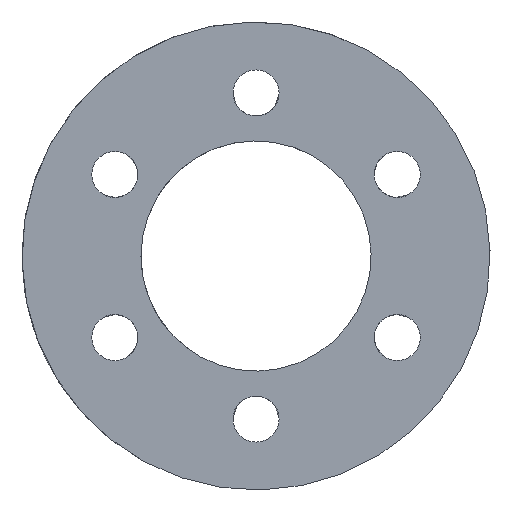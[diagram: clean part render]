
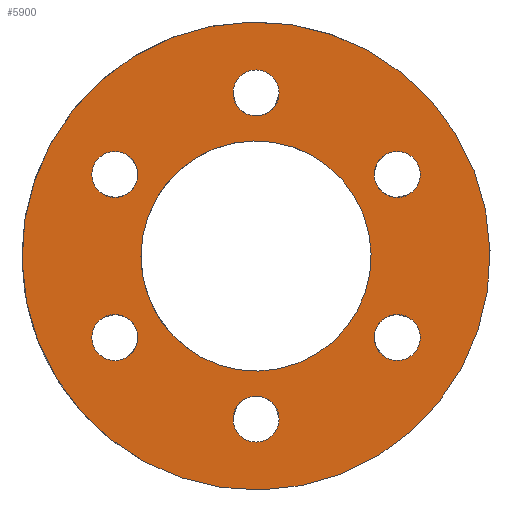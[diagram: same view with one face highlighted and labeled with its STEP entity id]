
A CAD part, front view. The second image highlights one B-rep face of the part: STEP entity #5900.
In plain terms, the highlighted planar face has unit normal (0, -1, 0).
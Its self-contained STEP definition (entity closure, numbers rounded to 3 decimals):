
#4170=CARTESIAN_POINT('',(14.622,-21.,26.766));
#4180=VERTEX_POINT('',#4170);
#4210=CARTESIAN_POINT('',(0.,-21.,0.));
#4220=DIRECTION('',(0.,-1.,0.));
#4230=DIRECTION('',(0.479,0.,0.878));
#4240=AXIS2_PLACEMENT_3D('',#4210,#4220,#4230);
#4250=CIRCLE('',#4240,30.5);
#4260=CARTESIAN_POINT('',(-14.622,-21.,-26.766));
#4270=VERTEX_POINT('',#4260);
#4280=EDGE_CURVE('',#4180,#4270,#4250,.T.);
#4450=CARTESIAN_POINT('',(-18.403,-21.,10.625));
#4460=DIRECTION('',(-0.,1.,0.));
#4470=DIRECTION('',(0.5,0.,0.866));
#4480=AXIS2_PLACEMENT_3D('',#4450,#4460,#4470);
#4490=CIRCLE('',#4480,3.);
#4500=CARTESIAN_POINT('',(-21.403,-21.,10.625));
#4510=VERTEX_POINT('',#4500);
#4520=CARTESIAN_POINT('',(-16.903,-21.,13.223));
#4530=VERTEX_POINT('',#4520);
#4540=EDGE_CURVE('',#4510,#4530,#4490,.T.);
#4670=CARTESIAN_POINT('',(-19.903,-21.,8.027));
#4680=VERTEX_POINT('',#4670);
#4710=EDGE_CURVE('',#4680,#4510,#4490,.T.);
#4760=CARTESIAN_POINT('',(0.,-21.,15.));
#4770=DIRECTION('',(0.,1.,0.));
#4780=DIRECTION('',(1.,0.,0.));
#4790=AXIS2_PLACEMENT_3D('',#4760,#4770,#4780);
#4800=PLANE('',#4790);
#4810=ORIENTED_EDGE('',*,*,#4280,.T.);
#4820=EDGE_CURVE('',#4270,#4180,#4250,.T.);
#4830=ORIENTED_EDGE('',*,*,#4820,.T.);
#4840=EDGE_LOOP('',(#4830,#4810));
#4850=FACE_OUTER_BOUND('',#4840,.T.);
#4860=CARTESIAN_POINT('',(0.,-21.,0.));
#4870=DIRECTION('',(0.,1.,0.));
#4880=DIRECTION('',(-0.479,0.,-0.878));
#4890=AXIS2_PLACEMENT_3D('',#4860,#4870,#4880);
#4900=CIRCLE('',#4890,15.);
#4910=CARTESIAN_POINT('',(7.191,-21.,13.164));
#4920=VERTEX_POINT('',#4910);
#4930=CARTESIAN_POINT('',(-7.191,-21.,-13.164));
#4940=VERTEX_POINT('',#4930);
#4950=EDGE_CURVE('',#4920,#4940,#4900,.T.);
#4960=ORIENTED_EDGE('',*,*,#4950,.T.);
#4970=CARTESIAN_POINT('',(-15.,-21.,0.));
#4980=VERTEX_POINT('',#4970);
#4990=EDGE_CURVE('',#4980,#4920,#4900,.T.);
#5000=ORIENTED_EDGE('',*,*,#4990,.T.);
#5010=EDGE_CURVE('',#4940,#4980,#4900,.T.);
#5020=ORIENTED_EDGE('',*,*,#5010,.T.);
#5030=EDGE_LOOP('',(#5020,#5000,#4960));
#5040=FACE_BOUND('',#5030,.T.);
#5050=CARTESIAN_POINT('',(18.403,-21.,10.625));
#5060=DIRECTION('',(0.,1.,0.));
#5070=DIRECTION('',(0.5,0.,-0.866));
#5080=AXIS2_PLACEMENT_3D('',#5050,#5060,#5070);
#5090=CIRCLE('',#5080,3.);
#5100=CARTESIAN_POINT('',(16.903,-21.,13.223));
#5110=VERTEX_POINT('',#5100);
#5120=CARTESIAN_POINT('',(19.903,-21.,8.027));
#5130=VERTEX_POINT('',#5120);
#5140=EDGE_CURVE('',#5110,#5130,#5090,.T.);
#5150=ORIENTED_EDGE('',*,*,#5140,.T.);
#5160=CARTESIAN_POINT('',(15.403,-21.,10.625));
#5170=VERTEX_POINT('',#5160);
#5180=EDGE_CURVE('',#5170,#5110,#5090,.T.);
#5190=ORIENTED_EDGE('',*,*,#5180,.T.);
#5200=EDGE_CURVE('',#5130,#5170,#5090,.T.);
#5210=ORIENTED_EDGE('',*,*,#5200,.T.);
#5220=EDGE_LOOP('',(#5210,#5190,#5150));
#5230=FACE_BOUND('',#5220,.T.);
#5240=CARTESIAN_POINT('',(0.,-21.,21.25));
#5250=DIRECTION('',(-0.,1.,0.));
#5260=DIRECTION('',(1.,0.,0.));
#5270=AXIS2_PLACEMENT_3D('',#5240,#5250,#5260);
#5280=CIRCLE('',#5270,3.);
#5290=CARTESIAN_POINT('',(3.,-21.,21.25));
#5300=VERTEX_POINT('',#5290);
#5310=CARTESIAN_POINT('',(-3.,-21.,21.25));
#5320=VERTEX_POINT('',#5310);
#5330=EDGE_CURVE('',#5300,#5320,#5280,.T.);
#5340=ORIENTED_EDGE('',*,*,#5330,.T.);
#5350=EDGE_CURVE('',#5320,#5300,#5280,.T.);
#5360=ORIENTED_EDGE('',*,*,#5350,.T.);
#5370=EDGE_LOOP('',(#5360,#5340));
#5380=FACE_BOUND('',#5370,.T.);
#5390=EDGE_CURVE('',#4530,#4680,#4490,.T.);
#5400=ORIENTED_EDGE('',*,*,#5390,.T.);
#5410=ORIENTED_EDGE('',*,*,#4540,.T.);
#5420=ORIENTED_EDGE('',*,*,#4710,.T.);
#5430=EDGE_LOOP('',(#5420,#5410,#5400));
#5440=FACE_BOUND('',#5430,.T.);
#5450=CARTESIAN_POINT('',(-18.403,-21.,-10.625));
#5460=DIRECTION('',(0.,1.,0.));
#5470=DIRECTION('',(-0.5,0.,0.866));
#5480=AXIS2_PLACEMENT_3D('',#5450,#5460,#5470);
#5490=CIRCLE('',#5480,3.);
#5500=CARTESIAN_POINT('',(-19.903,-21.,-8.027));
#5510=VERTEX_POINT('',#5500);
#5520=CARTESIAN_POINT('',(-16.903,-21.,-13.223));
#5530=VERTEX_POINT('',#5520);
#5540=EDGE_CURVE('',#5510,#5530,#5490,.T.);
#5550=ORIENTED_EDGE('',*,*,#5540,.T.);
#5560=EDGE_CURVE('',#5530,#5510,#5490,.T.);
#5570=ORIENTED_EDGE('',*,*,#5560,.T.);
#5580=EDGE_LOOP('',(#5570,#5550));
#5590=FACE_BOUND('',#5580,.T.);
#5600=CARTESIAN_POINT('',(0.,-21.,-21.25));
#5610=DIRECTION('',(0.,1.,0.));
#5620=DIRECTION('',(-1.,0.,0.));
#5630=AXIS2_PLACEMENT_3D('',#5600,#5610,#5620);
#5640=CIRCLE('',#5630,3.);
#5650=CARTESIAN_POINT('',(-3.,-21.,-21.25));
#5660=VERTEX_POINT('',#5650);
#5670=CARTESIAN_POINT('',(3.,-21.,-21.25));
#5680=VERTEX_POINT('',#5670);
#5690=EDGE_CURVE('',#5660,#5680,#5640,.T.);
#5700=ORIENTED_EDGE('',*,*,#5690,.T.);
#5710=EDGE_CURVE('',#5680,#5660,#5640,.T.);
#5720=ORIENTED_EDGE('',*,*,#5710,.T.);
#5730=EDGE_LOOP('',(#5720,#5700));
#5740=FACE_BOUND('',#5730,.T.);
#5750=CARTESIAN_POINT('',(18.403,-21.,-10.625));
#5760=DIRECTION('',(0.,1.,0.));
#5770=DIRECTION('',(-0.5,0.,-0.866));
#5780=AXIS2_PLACEMENT_3D('',#5750,#5760,#5770);
#5790=CIRCLE('',#5780,3.);
#5800=CARTESIAN_POINT('',(19.903,-21.,-8.027));
#5810=VERTEX_POINT('',#5800);
#5820=CARTESIAN_POINT('',(16.903,-21.,-13.223));
#5830=VERTEX_POINT('',#5820);
#5840=EDGE_CURVE('',#5810,#5830,#5790,.T.);
#5850=ORIENTED_EDGE('',*,*,#5840,.T.);
#5860=EDGE_CURVE('',#5830,#5810,#5790,.T.);
#5870=ORIENTED_EDGE('',*,*,#5860,.T.);
#5880=EDGE_LOOP('',(#5870,#5850));
#5890=FACE_BOUND('',#5880,.T.);
#5900=ADVANCED_FACE('',(#4850,#5040,#5230,#5380,#5440,#5590,#5740,#5890)
,#4800,.F.);
